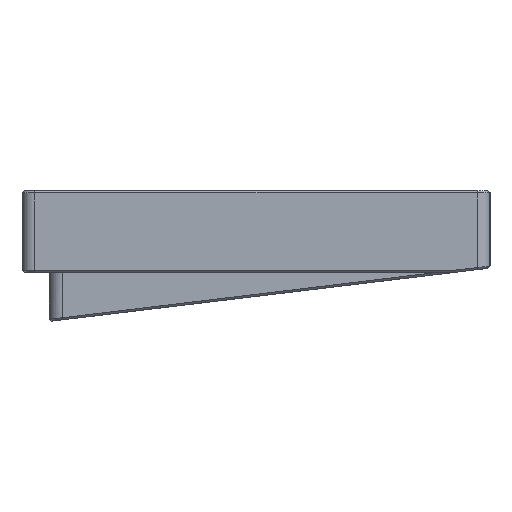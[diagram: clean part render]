
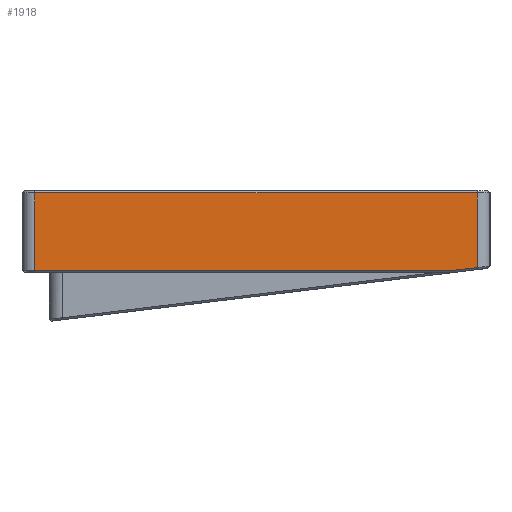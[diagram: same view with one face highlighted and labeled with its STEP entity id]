
A CAD part, left-side view. The second image highlights one B-rep face of the part: STEP entity #1918.
In plain terms, the highlighted planar face has unit normal (-1, 0, 0).
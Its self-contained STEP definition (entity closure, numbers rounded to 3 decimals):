
#69=B_SPLINE_CURVE_WITH_KNOTS('',3,(#2904,#2905,#2906,#2907),
 .UNSPECIFIED.,.F.,.F.,(4,4),(1.551,1.571),
 .UNSPECIFIED.);
#202=FACE_OUTER_BOUND('',#318,.T.);
#318=EDGE_LOOP('',(#1348,#1349,#1350,#1351,#1352,#1353));
#424=LINE('',#2795,#611);
#460=LINE('',#2898,#647);
#461=LINE('',#2902,#648);
#462=LINE('',#2909,#649);
#463=LINE('',#2910,#650);
#611=VECTOR('',#2217,10.);
#647=VECTOR('',#2313,10.);
#648=VECTOR('',#2318,10.);
#649=VECTOR('',#2319,10.);
#650=VECTOR('',#2320,10.);
#798=VERTEX_POINT('',#2792);
#799=VERTEX_POINT('',#2794);
#832=VERTEX_POINT('',#2897);
#833=VERTEX_POINT('',#2901);
#834=VERTEX_POINT('',#2903);
#835=VERTEX_POINT('',#2908);
#978=EDGE_CURVE('',#798,#799,#424,.T.);
#1028=EDGE_CURVE('',#799,#832,#460,.T.);
#1030=EDGE_CURVE('',#833,#798,#461,.T.);
#1031=EDGE_CURVE('',#834,#833,#69,.T.);
#1032=EDGE_CURVE('',#835,#834,#462,.T.);
#1033=EDGE_CURVE('',#832,#835,#463,.T.);
#1348=ORIENTED_EDGE('',*,*,#978,.F.);
#1349=ORIENTED_EDGE('',*,*,#1030,.F.);
#1350=ORIENTED_EDGE('',*,*,#1031,.F.);
#1351=ORIENTED_EDGE('',*,*,#1032,.F.);
#1352=ORIENTED_EDGE('',*,*,#1033,.F.);
#1353=ORIENTED_EDGE('',*,*,#1028,.F.);
#1854=PLANE('',#2050);
#1918=ADVANCED_FACE('',(#202),#1854,.F.);
#2050=AXIS2_PLACEMENT_3D('',#2900,#2316,#2317);
#2217=DIRECTION('',(0.,1.,0.));
#2313=DIRECTION('',(0.,0.,1.));
#2316=DIRECTION('center_axis',(1.,0.,0.));
#2317=DIRECTION('ref_axis',(0.,0.,-1.));
#2318=DIRECTION('',(0.,0.993,-0.12));
#2319=DIRECTION('',(0.,0.,-1.));
#2320=DIRECTION('',(0.,-1.,0.));
#2792=CARTESIAN_POINT('',(-146.85,-46.575,11.347));
#2794=CARTESIAN_POINT('',(-146.85,52.6,11.347));
#2795=CARTESIAN_POINT('',(-146.85,-130.957,11.347));
#2897=CARTESIAN_POINT('',(-146.85,52.6,29.647));
#2898=CARTESIAN_POINT('',(-146.85,52.6,7.536));
#2900=CARTESIAN_POINT('Origin',(-146.85,0.,-0.002));
#2901=CARTESIAN_POINT('',(-146.85,-52.04,12.008));
#2902=CARTESIAN_POINT('',(-146.85,21.796,3.073));
#2903=CARTESIAN_POINT('',(-146.85,-52.1,12.015));
#2904=CARTESIAN_POINT('Ctrl Pts',(-146.85,-52.1,12.015));
#2905=CARTESIAN_POINT('Ctrl Pts',(-146.85,-52.08,12.013));
#2906=CARTESIAN_POINT('Ctrl Pts',(-146.85,-52.06,12.01));
#2907=CARTESIAN_POINT('Ctrl Pts',(-146.85,-52.04,12.008));
#2908=CARTESIAN_POINT('',(-146.85,-52.1,29.647));
#2909=CARTESIAN_POINT('',(-146.85,-52.1,10.431));
#2910=CARTESIAN_POINT('',(-146.85,-25.8,29.647));
